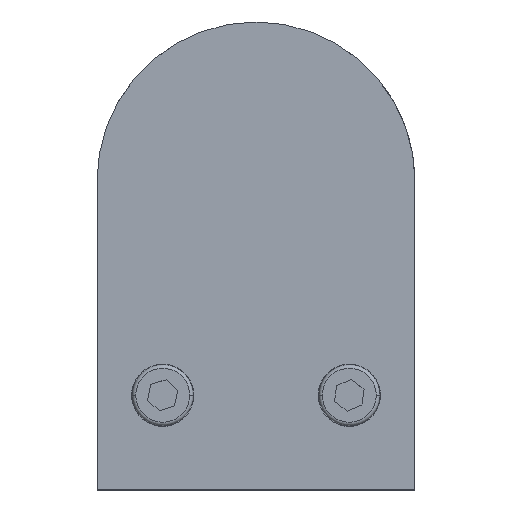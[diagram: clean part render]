
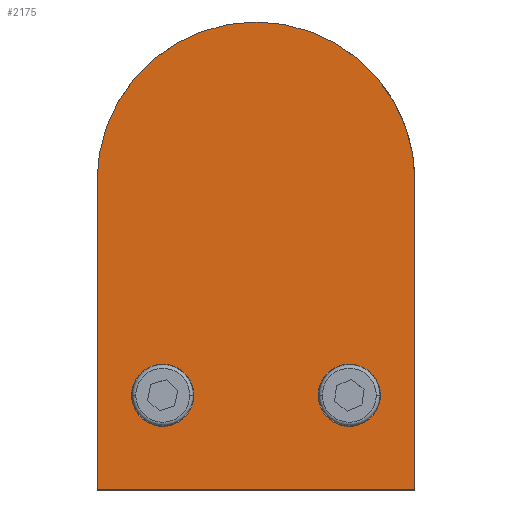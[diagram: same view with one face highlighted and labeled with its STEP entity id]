
A CAD part, top view. The second image highlights one B-rep face of the part: STEP entity #2175.
In plain terms, the highlighted planar face has unit normal (0, 0, 1).
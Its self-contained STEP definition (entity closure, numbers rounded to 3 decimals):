
#42 = FACE_BOUND ( 'NONE', #1253, .T. ) ;
#48 = AXIS2_PLACEMENT_3D ( 'NONE', #506, #1835, #2852 ) ;
#68 = DIRECTION ( 'NONE',  ( 1., 0., 0. ) ) ;
#80 = VERTEX_POINT ( 'NONE', #493 ) ;
#85 = VERTEX_POINT ( 'NONE', #1523 ) ;
#242 = AXIS2_PLACEMENT_3D ( 'NONE', #2073, #1546, #3377 ) ;
#351 = VERTEX_POINT ( 'NONE', #3130 ) ;
#432 = CARTESIAN_POINT ( 'NONE',  ( 23., 0., 14.25 ) ) ;
#464 = VERTEX_POINT ( 'NONE', #1415 ) ;
#493 = CARTESIAN_POINT ( 'NONE',  ( -9., 26., 14.25 ) ) ;
#506 = CARTESIAN_POINT ( 'NONE',  ( 13.5, 26., 14.25 ) ) ;
#514 = ORIENTED_EDGE ( 'NONE', *, *, #1156, .T. ) ;
#569 = EDGE_CURVE ( 'NONE', #351, #464, #1500, .T. ) ;
#574 = DIRECTION ( 'NONE',  ( -1., 0., 0. ) ) ;
#657 = EDGE_CURVE ( 'NONE', #464, #351, #1553, .T. ) ;
#709 = CARTESIAN_POINT ( 'NONE',  ( 13.5, 26., 14.25 ) ) ;
#729 = DIRECTION ( 'NONE',  ( 1., 0., 0. ) ) ;
#812 = ORIENTED_EDGE ( 'NONE', *, *, #1210, .T. ) ;
#814 = CARTESIAN_POINT ( 'NONE',  ( 0., 57., 14.25 ) ) ;
#823 = DIRECTION ( 'NONE',  ( 0., -1., 0. ) ) ;
#831 = DIRECTION ( 'NONE',  ( 1., 0., 0. ) ) ;
#849 = AXIS2_PLACEMENT_3D ( 'NONE', #814, #2099, #831 ) ;
#857 = VERTEX_POINT ( 'NONE', #2752 ) ;
#1071 = PLANE ( 'NONE',  #849 ) ;
#1133 = CARTESIAN_POINT ( 'NONE',  ( -23., 0., 14.25 ) ) ;
#1134 = CARTESIAN_POINT ( 'NONE',  ( 23., 12.348, 14.25 ) ) ;
#1156 = EDGE_CURVE ( 'NONE', #1964, #85, #1650, .T. ) ;
#1210 = EDGE_CURVE ( 'NONE', #2783, #857, #2575, .T. ) ;
#1253 = EDGE_LOOP ( 'NONE', ( #3208, #2187 ) ) ;
#1299 = EDGE_LOOP ( 'NONE', ( #2680, #812, #1543, #514 ) ) ;
#1305 = VECTOR ( 'NONE', #574, 1000. ) ;
#1347 = FACE_BOUND ( 'NONE', #1906, .T. ) ;
#1354 = AXIS2_PLACEMENT_3D ( 'NONE', #2376, #2108, #68 ) ;
#1415 = CARTESIAN_POINT ( 'NONE',  ( 9., 26., 14.25 ) ) ;
#1500 = CIRCLE ( 'NONE', #2413, 4.5 ) ;
#1522 = CIRCLE ( 'NONE', #1354, 4.5 ) ;
#1523 = CARTESIAN_POINT ( 'NONE',  ( -23., 12.348, 14.25 ) ) ;
#1543 = ORIENTED_EDGE ( 'NONE', *, *, #2812, .T. ) ;
#1546 = DIRECTION ( 'NONE',  ( 0., 0., 1. ) ) ;
#1553 = CIRCLE ( 'NONE', #48, 4.5 ) ;
#1650 = LINE ( 'NONE', #1133, #2315 ) ;
#1667 = AXIS2_PLACEMENT_3D ( 'NONE', #2759, #1986, #1931 ) ;
#1707 = VECTOR ( 'NONE', #2230, 1000. ) ;
#1725 = CIRCLE ( 'NONE', #242, 23. ) ;
#1775 = CARTESIAN_POINT ( 'NONE',  ( -18., 26., 14.25 ) ) ;
#1779 = VERTEX_POINT ( 'NONE', #1775 ) ;
#1835 = DIRECTION ( 'NONE',  ( 0., 0., 1. ) ) ;
#1906 = EDGE_LOOP ( 'NONE', ( #2627, #3336 ) ) ;
#1931 = DIRECTION ( 'NONE',  ( 1., 0., 0. ) ) ;
#1964 = VERTEX_POINT ( 'NONE', #2616 ) ;
#1986 = DIRECTION ( 'NONE',  ( 0., 0., 1. ) ) ;
#2073 = CARTESIAN_POINT ( 'NONE',  ( 0., 57., 14.25 ) ) ;
#2099 = DIRECTION ( 'NONE',  ( 0., 0., 1. ) ) ;
#2108 = DIRECTION ( 'NONE',  ( 0., 0., 1. ) ) ;
#2175 = ADVANCED_FACE ( 'NONE', ( #1347, #42, #2384 ), #1071, .T. ) ;
#2180 = EDGE_CURVE ( 'NONE', #2783, #85, #2367, .T. ) ;
#2187 = ORIENTED_EDGE ( 'NONE', *, *, #657, .F. ) ;
#2230 = DIRECTION ( 'NONE',  ( 0., 1., 0. ) ) ;
#2315 = VECTOR ( 'NONE', #823, 1000. ) ;
#2367 = LINE ( 'NONE', #3193, #1305 ) ;
#2376 = CARTESIAN_POINT ( 'NONE',  ( -13.5, 26., 14.25 ) ) ;
#2384 = FACE_OUTER_BOUND ( 'NONE', #1299, .T. ) ;
#2413 = AXIS2_PLACEMENT_3D ( 'NONE', #709, #3091, #729 ) ;
#2575 = LINE ( 'NONE', #432, #1707 ) ;
#2616 = CARTESIAN_POINT ( 'NONE',  ( -23., 57., 14.25 ) ) ;
#2625 = EDGE_CURVE ( 'NONE', #1779, #80, #1522, .T. ) ;
#2627 = ORIENTED_EDGE ( 'NONE', *, *, #2958, .F. ) ;
#2680 = ORIENTED_EDGE ( 'NONE', *, *, #2180, .F. ) ;
#2752 = CARTESIAN_POINT ( 'NONE',  ( 23., 57., 14.25 ) ) ;
#2759 = CARTESIAN_POINT ( 'NONE',  ( -13.5, 26., 14.25 ) ) ;
#2783 = VERTEX_POINT ( 'NONE', #1134 ) ;
#2812 = EDGE_CURVE ( 'NONE', #857, #1964, #1725, .T. ) ;
#2852 = DIRECTION ( 'NONE',  ( 1., 0., 0. ) ) ;
#2958 = EDGE_CURVE ( 'NONE', #80, #1779, #3328, .T. ) ;
#3091 = DIRECTION ( 'NONE',  ( 0., 0., 1. ) ) ;
#3130 = CARTESIAN_POINT ( 'NONE',  ( 18., 26., 14.25 ) ) ;
#3193 = CARTESIAN_POINT ( 'NONE',  ( 45.1, 12.348, 14.25 ) ) ;
#3208 = ORIENTED_EDGE ( 'NONE', *, *, #569, .F. ) ;
#3328 = CIRCLE ( 'NONE', #1667, 4.5 ) ;
#3336 = ORIENTED_EDGE ( 'NONE', *, *, #2625, .F. ) ;
#3377 = DIRECTION ( 'NONE',  ( 1., 0., 0. ) ) ;
